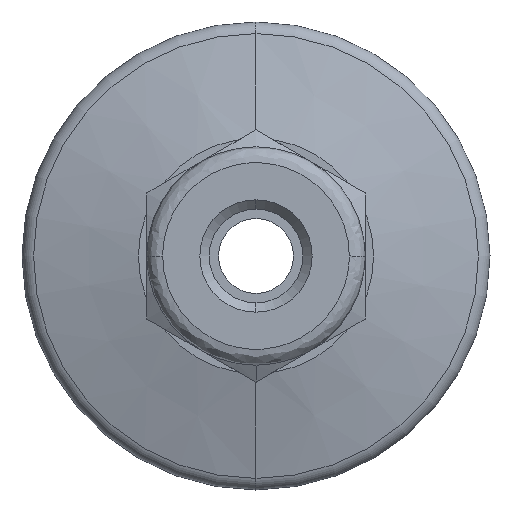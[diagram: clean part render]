
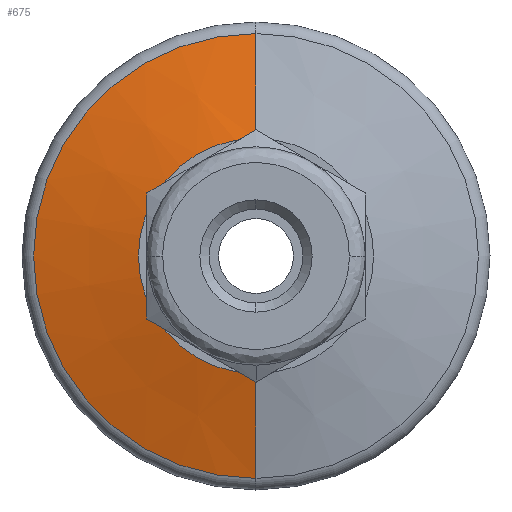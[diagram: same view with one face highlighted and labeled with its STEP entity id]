
A CAD part, left-side view. The second image highlights one B-rep face of the part: STEP entity #675.
In plain terms, the highlighted conical face has half-angle 75 degrees and reference radius 7.535 mm.
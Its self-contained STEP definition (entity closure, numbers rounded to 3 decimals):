
#36 = EDGE_CURVE ( 'NONE', #699, #2885, #591, .T. ) ;
#411 = DIRECTION ( 'NONE',  ( 1., 0., 0. ) ) ;
#426 = EDGE_CURVE ( 'NONE', #2723, #699, #2872, .T. ) ;
#591 = CIRCLE ( 'NONE', #1810, 14.259 ) ;
#593 = DIRECTION ( 'NONE',  ( 1., 0., 0. ) ) ;
#643 = VECTOR ( 'NONE', #1831, 1000. ) ;
#675 = ADVANCED_FACE ( 'NONE', ( #3281 ), #2826, .T. ) ;
#699 = VERTEX_POINT ( 'NONE', #3331 ) ;
#754 = CARTESIAN_POINT ( 'NONE',  ( 0., 0., 0. ) ) ;
#895 = CARTESIAN_POINT ( 'NONE',  ( 1.802, 0., 14.259 ) ) ;
#938 = VERTEX_POINT ( 'NONE', #1351 ) ;
#1072 = CARTESIAN_POINT ( 'NONE',  ( 0., 0., 7.535 ) ) ;
#1336 = DIRECTION ( 'NONE',  ( 0.259, 0., 0.966 ) ) ;
#1351 = CARTESIAN_POINT ( 'NONE',  ( 0., 0., 7.535 ) ) ;
#1365 = EDGE_CURVE ( 'NONE', #938, #2885, #1947, .T. ) ;
#1395 = ORIENTED_EDGE ( 'NONE', *, *, #36, .F. ) ;
#1810 = AXIS2_PLACEMENT_3D ( 'NONE', #2120, #411, #2434 ) ;
#1831 = DIRECTION ( 'NONE',  ( 0.259, 0., -0.966 ) ) ;
#1853 = VECTOR ( 'NONE', #1336, 1000. ) ;
#1855 = DIRECTION ( 'NONE',  ( 1., 0., 0. ) ) ;
#1906 = DIRECTION ( 'NONE',  ( 0., 0., -1. ) ) ;
#1947 = LINE ( 'NONE', #1072, #1853 ) ;
#1971 = CARTESIAN_POINT ( 'NONE',  ( 0., 0., -7.535 ) ) ;
#1991 = EDGE_LOOP ( 'NONE', ( #3454, #3580, #1395, #2932 ) ) ;
#2110 = CARTESIAN_POINT ( 'NONE',  ( 0., 0., 0. ) ) ;
#2120 = CARTESIAN_POINT ( 'NONE',  ( 1.802, 0., 0. ) ) ;
#2121 = AXIS2_PLACEMENT_3D ( 'NONE', #2110, #593, #1906 ) ;
#2163 = DIRECTION ( 'NONE',  ( 0., 0., -1. ) ) ;
#2434 = DIRECTION ( 'NONE',  ( 0., 0., -1. ) ) ;
#2563 = CIRCLE ( 'NONE', #2121, 7.535 ) ;
#2723 = VERTEX_POINT ( 'NONE', #3447 ) ;
#2826 = CONICAL_SURFACE ( 'NONE', #3012, 7.535, 1.309 ) ;
#2872 = LINE ( 'NONE', #1971, #643 ) ;
#2885 = VERTEX_POINT ( 'NONE', #895 ) ;
#2932 = ORIENTED_EDGE ( 'NONE', *, *, #426, .F. ) ;
#3012 = AXIS2_PLACEMENT_3D ( 'NONE', #754, #1855, #2163 ) ;
#3226 = EDGE_CURVE ( 'NONE', #2723, #938, #2563, .T. ) ;
#3281 = FACE_OUTER_BOUND ( 'NONE', #1991, .T. ) ;
#3331 = CARTESIAN_POINT ( 'NONE',  ( 1.802, 0., -14.259 ) ) ;
#3447 = CARTESIAN_POINT ( 'NONE',  ( 0., 0., -7.535 ) ) ;
#3454 = ORIENTED_EDGE ( 'NONE', *, *, #3226, .T. ) ;
#3580 = ORIENTED_EDGE ( 'NONE', *, *, #1365, .T. ) ;
